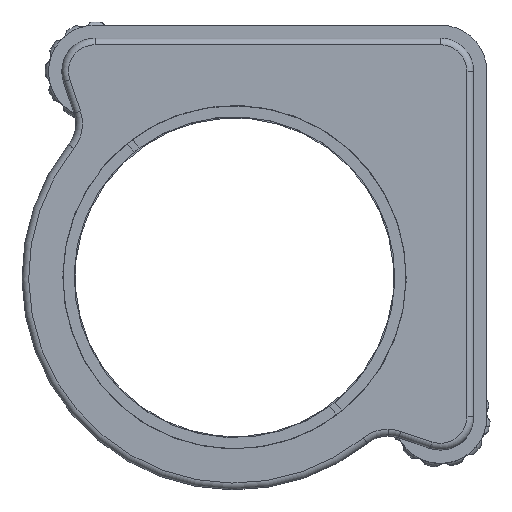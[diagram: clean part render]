
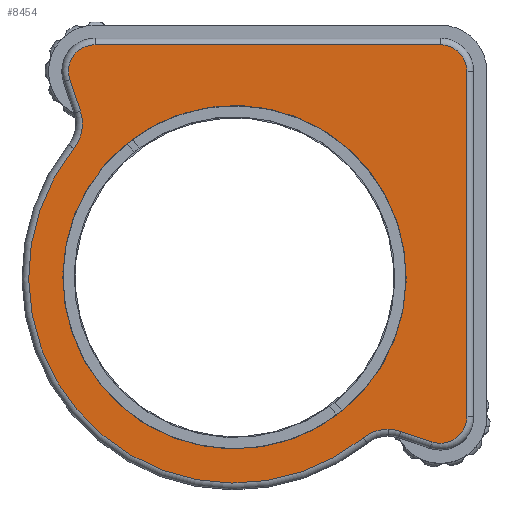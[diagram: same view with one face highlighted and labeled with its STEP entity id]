
A CAD part, top view. The second image highlights one B-rep face of the part: STEP entity #8454.
In plain terms, the highlighted planar face has unit normal (0, 0, 1).
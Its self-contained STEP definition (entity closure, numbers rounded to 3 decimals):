
#350 = DIRECTION ( 'NONE',  ( 0., 0., 1. ) ) ;
#876 = DIRECTION ( 'NONE',  ( 0., 1., 0. ) ) ;
#1065 = DIRECTION ( 'NONE',  ( 0., 1., 0. ) ) ;
#1123 = EDGE_CURVE ( 'NONE', #19957, #14913, #24837, .T. ) ;
#1441 = DIRECTION ( 'NONE',  ( 0., -1., 0. ) ) ;
#1707 = DIRECTION ( 'NONE',  ( 0., -1., 0. ) ) ;
#1948 = VECTOR ( 'NONE', #23291, 1000. ) ;
#2157 = CARTESIAN_POINT ( 'NONE',  ( -54.208, -5.966, 17. ) ) ;
#2161 = CARTESIAN_POINT ( 'NONE',  ( -1.28, -55.79, 17. ) ) ;
#2300 = CIRCLE ( 'NONE', #22500, 6. ) ;
#2757 = VERTEX_POINT ( 'NONE', #7229 ) ;
#2843 = FACE_BOUND ( 'NONE', #5974, .T. ) ;
#2905 = DIRECTION ( 'NONE',  ( 0., 0., 1. ) ) ;
#3096 = CARTESIAN_POINT ( 'NONE',  ( -5.966, -54.207, 17. ) ) ;
#3132 = CIRCLE ( 'NONE', #6377, 6. ) ;
#3315 = CARTESIAN_POINT ( 'NONE',  ( -59.892, -7.886, 17. ) ) ;
#3422 = ORIENTED_EDGE ( 'NONE', *, *, #20792, .T. ) ;
#3446 = VECTOR ( 'NONE', #7985, 1000. ) ;
#3718 = VERTEX_POINT ( 'NONE', #2157 ) ;
#4010 = EDGE_CURVE ( 'NONE', #20339, #11515, #23240, .T. ) ;
#4070 = FACE_OUTER_BOUND ( 'NONE', #24424, .T. ) ;
#4688 = DIRECTION ( 'NONE',  ( 0.947, -0.32, 0. ) ) ;
#5021 = ORIENTED_EDGE ( 'NONE', *, *, #20077, .T. ) ;
#5188 = EDGE_CURVE ( 'NONE', #5924, #21683, #2300, .T. ) ;
#5301 = EDGE_CURVE ( 'NONE', #18695, #23926, #7410, .T. ) ;
#5352 = CARTESIAN_POINT ( 'NONE',  ( -7.886, -53.892, 17. ) ) ;
#5397 = AXIS2_PLACEMENT_3D ( 'NONE', #24166, #10733, #1065 ) ;
#5899 = VERTEX_POINT ( 'NONE', #18203 ) ;
#5924 = VERTEX_POINT ( 'NONE', #5352 ) ;
#5974 = EDGE_LOOP ( 'NONE', ( #20289, #3422 ) ) ;
#6248 = ORIENTED_EDGE ( 'NONE', *, *, #5301, .T. ) ;
#6294 = AXIS2_PLACEMENT_3D ( 'NONE', #7026, #20425, #8948 ) ;
#6347 = CARTESIAN_POINT ( 'NONE',  ( 4., 0., 17. ) ) ;
#6377 = AXIS2_PLACEMENT_3D ( 'NONE', #3315, #18834, #876 ) ;
#6584 = AXIS2_PLACEMENT_3D ( 'NONE', #21438, #13113, #22836 ) ;
#6725 = LINE ( 'NONE', #11468, #21402 ) ;
#7026 = CARTESIAN_POINT ( 'NONE',  ( -31., -31., 17. ) ) ;
#7071 = LINE ( 'NONE', #15543, #1948 ) ;
#7229 = CARTESIAN_POINT ( 'NONE',  ( -52.001, 4., 17. ) ) ;
#7410 = CIRCLE ( 'NONE', #6584, 4. ) ;
#7985 = DIRECTION ( 'NONE',  ( 0.32, -0.947, 0. ) ) ;
#7989 = AXIS2_PLACEMENT_3D ( 'NONE', #15779, #21995, #8141 ) ;
#8141 = DIRECTION ( 'NONE',  ( 0., 1., 0. ) ) ;
#8276 = CARTESIAN_POINT ( 'NONE',  ( -31., -31., 17. ) ) ;
#8432 = EDGE_CURVE ( 'NONE', #11832, #3718, #23251, .T. ) ;
#8454 = ADVANCED_FACE ( 'NONE', ( #4070, #2843 ), #20249, .T. ) ;
#8532 = CARTESIAN_POINT ( 'NONE',  ( 0., 4., 17. ) ) ;
#8948 = DIRECTION ( 'NONE',  ( 0., 1., 0. ) ) ;
#9531 = CARTESIAN_POINT ( 'NONE',  ( -31., -5.156, 17. ) ) ;
#9664 = DIRECTION ( 'NONE',  ( 0., 1., 0. ) ) ;
#9903 = ORIENTED_EDGE ( 'NONE', *, *, #5188, .T. ) ;
#10620 = EDGE_CURVE ( 'NONE', #5899, #5924, #14188, .T. ) ;
#10733 = DIRECTION ( 'NONE',  ( 0., 0., -1. ) ) ;
#11394 = CIRCLE ( 'NONE', #6294, 31. ) ;
#11468 = CARTESIAN_POINT ( 'NONE',  ( -52.001, 4., 17. ) ) ;
#11515 = VERTEX_POINT ( 'NONE', #8532 ) ;
#11830 = DIRECTION ( 'NONE',  ( 0., 0., -1. ) ) ;
#11832 = VERTEX_POINT ( 'NONE', #12183 ) ;
#11865 = CARTESIAN_POINT ( 'NONE',  ( -52.001, 0., 17. ) ) ;
#12183 = CARTESIAN_POINT ( 'NONE',  ( -55.791, -1.28, 17. ) ) ;
#12243 = ORIENTED_EDGE ( 'NONE', *, *, #10620, .T. ) ;
#12865 = CARTESIAN_POINT ( 'NONE',  ( -55.207, -11.634, 17. ) ) ;
#12924 = DIRECTION ( 'NONE',  ( 0., 0., -1. ) ) ;
#13113 = DIRECTION ( 'NONE',  ( 0., 0., 1. ) ) ;
#13375 = DIRECTION ( 'NONE',  ( -1., 0., 0. ) ) ;
#13782 = DIRECTION ( 'NONE',  ( 0., 1., 0. ) ) ;
#14082 = EDGE_CURVE ( 'NONE', #3718, #23346, #3132, .T. ) ;
#14188 = CIRCLE ( 'NONE', #5397, 6. ) ;
#14913 = VERTEX_POINT ( 'NONE', #24763 ) ;
#14971 = EDGE_CURVE ( 'NONE', #21683, #18695, #24739, .T. ) ;
#15075 = ORIENTED_EDGE ( 'NONE', *, *, #8432, .T. ) ;
#15543 = CARTESIAN_POINT ( 'NONE',  ( 4., 0., 17. ) ) ;
#15779 = CARTESIAN_POINT ( 'NONE',  ( 0., 0., 17. ) ) ;
#16350 = CIRCLE ( 'NONE', #19433, 25.845 ) ;
#17652 = AXIS2_PLACEMENT_3D ( 'NONE', #8276, #23864, #1707 ) ;
#18203 = CARTESIAN_POINT ( 'NONE',  ( -11.634, -55.207, 17. ) ) ;
#18398 = CARTESIAN_POINT ( 'NONE',  ( -7.886, -59.892, 17. ) ) ;
#18695 = VERTEX_POINT ( 'NONE', #18941 ) ;
#18783 = ORIENTED_EDGE ( 'NONE', *, *, #4010, .T. ) ;
#18834 = DIRECTION ( 'NONE',  ( 0., 0., -1. ) ) ;
#18941 = CARTESIAN_POINT ( 'NONE',  ( -1.28, -55.79, 17. ) ) ;
#19246 = ORIENTED_EDGE ( 'NONE', *, *, #24749, .T. ) ;
#19417 = CARTESIAN_POINT ( 'NONE',  ( 4., -52., 17. ) ) ;
#19433 = AXIS2_PLACEMENT_3D ( 'NONE', #24474, #12924, #1441 ) ;
#19453 = EDGE_CURVE ( 'NONE', #23346, #5899, #11394, .T. ) ;
#19564 = VECTOR ( 'NONE', #4688, 1000. ) ;
#19635 = ORIENTED_EDGE ( 'NONE', *, *, #19453, .T. ) ;
#19957 = VERTEX_POINT ( 'NONE', #9531 ) ;
#20077 = EDGE_CURVE ( 'NONE', #23926, #20339, #7071, .T. ) ;
#20158 = ORIENTED_EDGE ( 'NONE', *, *, #14971, .T. ) ;
#20249 = PLANE ( 'NONE',  #24790 ) ;
#20289 = ORIENTED_EDGE ( 'NONE', *, *, #1123, .T. ) ;
#20313 = CARTESIAN_POINT ( 'NONE',  ( -69., -69., 17. ) ) ;
#20339 = VERTEX_POINT ( 'NONE', #6347 ) ;
#20425 = DIRECTION ( 'NONE',  ( 0., 0., 1. ) ) ;
#20700 = ORIENTED_EDGE ( 'NONE', *, *, #24407, .T. ) ;
#20778 = AXIS2_PLACEMENT_3D ( 'NONE', #11865, #350, #13782 ) ;
#20792 = EDGE_CURVE ( 'NONE', #14913, #19957, #16350, .T. ) ;
#21402 = VECTOR ( 'NONE', #13375, 1000. ) ;
#21438 = CARTESIAN_POINT ( 'NONE',  ( 0., -52., 17. ) ) ;
#21683 = VERTEX_POINT ( 'NONE', #3096 ) ;
#21985 = ORIENTED_EDGE ( 'NONE', *, *, #14082, .T. ) ;
#21995 = DIRECTION ( 'NONE',  ( 0., 0., 1. ) ) ;
#22500 = AXIS2_PLACEMENT_3D ( 'NONE', #18398, #11830, #9664 ) ;
#22836 = DIRECTION ( 'NONE',  ( 0., 1., 0. ) ) ;
#23240 = CIRCLE ( 'NONE', #7989, 4. ) ;
#23251 = LINE ( 'NONE', #23694, #3446 ) ;
#23291 = DIRECTION ( 'NONE',  ( 0., 1., 0. ) ) ;
#23346 = VERTEX_POINT ( 'NONE', #12865 ) ;
#23396 = DIRECTION ( 'NONE',  ( 0., 1., 0. ) ) ;
#23493 = CIRCLE ( 'NONE', #20778, 4. ) ;
#23694 = CARTESIAN_POINT ( 'NONE',  ( -54.208, -5.966, 17. ) ) ;
#23864 = DIRECTION ( 'NONE',  ( 0., 0., -1. ) ) ;
#23926 = VERTEX_POINT ( 'NONE', #19417 ) ;
#24166 = CARTESIAN_POINT ( 'NONE',  ( -7.886, -59.892, 17. ) ) ;
#24407 = EDGE_CURVE ( 'NONE', #2757, #11832, #23493, .T. ) ;
#24424 = EDGE_LOOP ( 'NONE', ( #19635, #12243, #9903, #20158, #6248, #5021, #18783, #19246, #20700, #15075, #21985 ) ) ;
#24474 = CARTESIAN_POINT ( 'NONE',  ( -31., -31., 17. ) ) ;
#24739 = LINE ( 'NONE', #2161, #19564 ) ;
#24749 = EDGE_CURVE ( 'NONE', #11515, #2757, #6725, .T. ) ;
#24763 = CARTESIAN_POINT ( 'NONE',  ( -31., -56.844, 17. ) ) ;
#24790 = AXIS2_PLACEMENT_3D ( 'NONE', #20313, #2905, #23396 ) ;
#24837 = CIRCLE ( 'NONE', #17652, 25.845 ) ;
